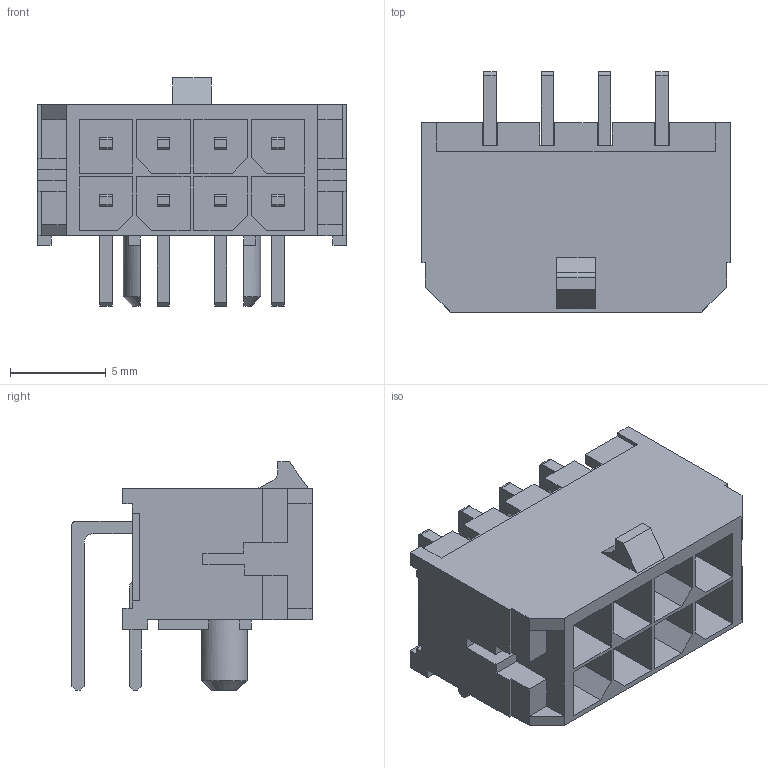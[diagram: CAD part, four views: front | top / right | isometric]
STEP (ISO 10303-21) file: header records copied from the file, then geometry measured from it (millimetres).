
FILE_DESCRIPTION (( 'STEP AP214' ), '1' );
FILE_NAME ('CONN-TH_0430450800.step', '2022-08-03T14:25:47', ( '' ), ( '' ), 'SwSTEP 2.0', 'SolidWorks 2020', '' );
FILE_SCHEMA (( 'AUTOMOTIVE_DESIGN' ));
Length unit declared in the file: millimetre
Products named in the file (1): CONN-TH_0430450800
Bounding box: 16.15 x 12.57 x 11.95 mm (x, y, z)
Volume: 678 mm3; surface area: 1530 mm2
Topology: 14 solids, 14 shells, 603 faces, 1614 edges, 1073 vertices
Faces by surface type: plane 466, bspline 114, cylinder 20, cone 3
Entity records: 24633 total; most frequent: CARTESIAN_POINT 5665, ORIENTED_EDGE 3228, DIRECTION 2405, EDGE_CURVE 1614, VECTOR 1331, LINE 1331, VERTEX_POINT 1073, EDGE_LOOP 649
